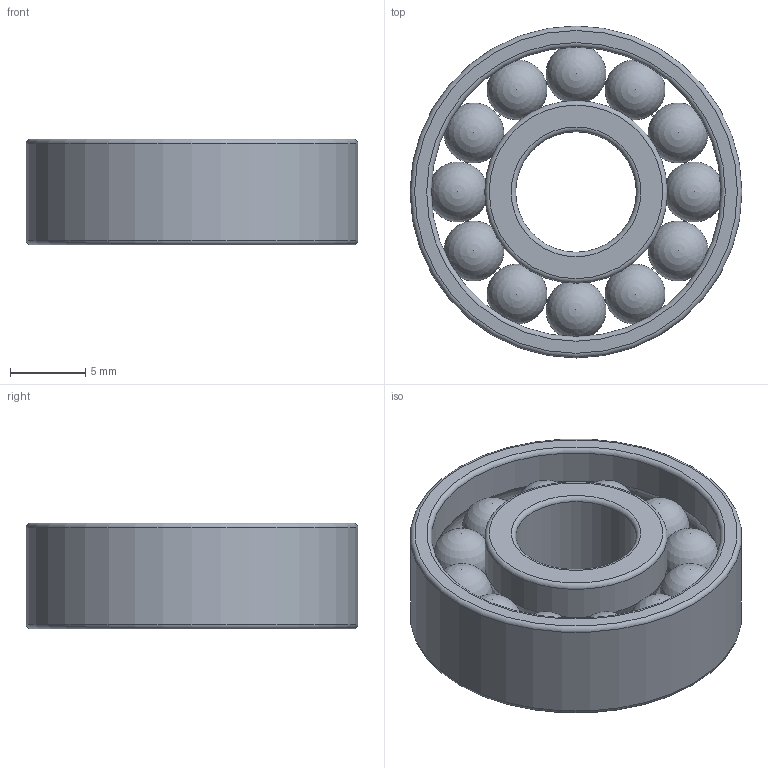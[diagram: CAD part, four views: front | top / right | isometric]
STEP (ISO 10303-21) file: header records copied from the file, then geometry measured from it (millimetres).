
FILE_DESCRIPTION(('FreeCAD Model'),'2;1');
FILE_NAME('Ball_Bearing_608zz_2.step','2020-08-20T14:37:59',('Author'),('' ),'Open CASCADE STEP processor 7.3','FreeCAD','Unknown');
FILE_SCHEMA(('CONFIG_CONTROL_DESIGN','SHAPE_APPEARANCE_LAYER_MIM'));
Length unit declared in the file: millimetre
Products named in the file (16): 608zz; InnerRing; OuterRing; Balls; SOLID; SOLID001; SOLID002; SOLID003; SOLID004; SOLID005; SOLID006; SOLID007; SOLID008; SOLID009; SOLID010; SOLID011
Assembly tree (15 placements, depth 3):
  608zz
    InnerRing
    OuterRing
    Balls
      SOLID
      SOLID001
      SOLID002
      SOLID003
      SOLID004
      SOLID005
      SOLID006
      SOLID007
      SOLID008
      SOLID009
      SOLID010
      SOLID011
Bounding box: 22 x 22 x 7 mm (x, y, z)
Volume: 1454.5 mm3; surface area: 2219.4 mm2
Topology: 14 solids, 14 shells, 32 faces, 72 edges, 44 vertices
Faces by surface type: sphere 12, torus 10, cylinder 6, plane 4
Full cylindrical faces by diameter (mm): 8 x1, 12.1 x2, 19.2 x2, 22 x1
Entity records: 1311 total; most frequent: DIRECTION 162, CARTESIAN_POINT 116, CC_DESIGN_PERSON_AND_ORGANIZATION_ASSIGNMENT 79, AXIS2_PLACEMENT_3D 78, ORIENTED_EDGE 72, CC_DESIGN_DATE_AND_TIME_ASSIGNMENT 47, FACE_BOUND 36, EDGE_CURVE 36
